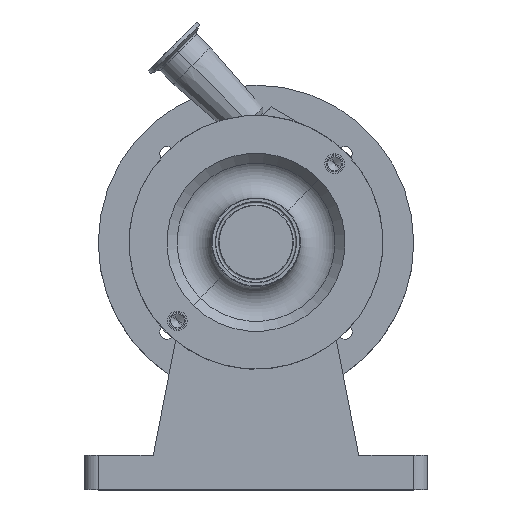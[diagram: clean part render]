
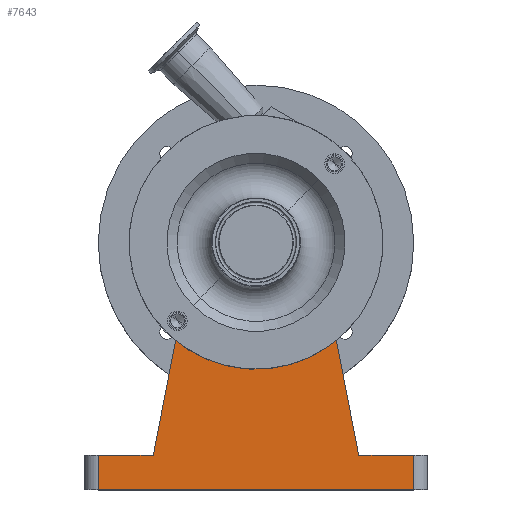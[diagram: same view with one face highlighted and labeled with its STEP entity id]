
A CAD part, top view. The second image highlights one B-rep face of the part: STEP entity #7643.
In plain terms, the highlighted planar face has unit normal (0, 0, 1).
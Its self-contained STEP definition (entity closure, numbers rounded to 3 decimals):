
#297 = DIRECTION ( 'NONE',  ( 0., 1., 0. ) ) ;
#298 = VECTOR ( 'NONE', #297, 1000. ) ;
#306 = CARTESIAN_POINT ( 'NONE',  ( 115., -155., 125. ) ) ;
#314 = CARTESIAN_POINT ( 'NONE',  ( 115., -155., 125. ) ) ;
#315 = CARTESIAN_POINT ( 'NONE',  ( 115., -180., 125. ) ) ;
#317 = LINE ( 'NONE', #306, #298 ) ;
#358 = CARTESIAN_POINT ( 'NONE',  ( -115., -155., 125. ) ) ;
#359 = LINE ( 'NONE', #358, #411 ) ;
#384 = CARTESIAN_POINT ( 'NONE',  ( -115., -155., 125. ) ) ;
#410 = DIRECTION ( 'NONE',  ( 0., -1., 0. ) ) ;
#411 = VECTOR ( 'NONE', #410, 1000. ) ;
#421 = DIRECTION ( 'NONE',  ( 1., 0., 0. ) ) ;
#422 = VECTOR ( 'NONE', #421, 1000. ) ;
#430 = CARTESIAN_POINT ( 'NONE',  ( 125., -180., 125. ) ) ;
#431 = LINE ( 'NONE', #430, #422 ) ;
#435 = CARTESIAN_POINT ( 'NONE',  ( -115., -180., 125. ) ) ;
#3474 = CARTESIAN_POINT ( 'NONE',  ( -74.91, -155., 125. ) ) ;
#3660 = LINE ( 'NONE', #3663, #3727 ) ;
#3663 = CARTESIAN_POINT ( 'NONE',  ( 125., -155., 125. ) ) ;
#3667 = DIRECTION ( 'NONE',  ( -0.191, 0.982, 0. ) ) ;
#3668 = VECTOR ( 'NONE', #3667, 1000. ) ;
#3671 = DIRECTION ( 'NONE',  ( 1., 0., 0. ) ) ;
#3672 = VECTOR ( 'NONE', #3671, 1000. ) ;
#3674 = DIRECTION ( 'NONE',  ( 1., 0., 0. ) ) ;
#3675 = CARTESIAN_POINT ( 'NONE',  ( 125., -155., 125. ) ) ;
#3680 = CARTESIAN_POINT ( 'NONE',  ( 74.91, -155., 125. ) ) ;
#3682 = CARTESIAN_POINT ( 'NONE',  ( 74.91, -155., 125. ) ) ;
#3683 = LINE ( 'NONE', #3682, #3668 ) ;
#3685 = LINE ( 'NONE', #3675, #3672 ) ;
#3704 = DIRECTION ( 'NONE',  ( -1., 0., 0. ) ) ;
#3705 = DIRECTION ( 'NONE',  ( 0., 0., -1. ) ) ;
#3712 = PLANE ( 'NONE',  #3714 ) ;
#3714 = AXIS2_PLACEMENT_3D ( 'NONE', #3722, #3705, #3704 ) ;
#3722 = CARTESIAN_POINT ( 'NONE',  ( 125., -155., 125. ) ) ;
#3725 = FACE_OUTER_BOUND ( 'NONE', #7644, .T. ) ;
#3727 = VECTOR ( 'NONE', #3674, 1000. ) ;
#3801 = DIRECTION ( 'NONE',  ( -0.191, -0.982, 0. ) ) ;
#3803 = VECTOR ( 'NONE', #3801, 1000. ) ;
#3804 = CARTESIAN_POINT ( 'NONE',  ( -47.697, -15., 125. ) ) ;
#3805 = LINE ( 'NONE', #3804, #3803 ) ;
#5297 = CARTESIAN_POINT ( 'NONE',  ( 47.697, -15., 125. ) ) ;
#5317 = CARTESIAN_POINT ( 'NONE',  ( -47.697, -15., 125. ) ) ;
#5334 = DIRECTION ( 'NONE',  ( 1., 0., 0. ) ) ;
#5335 = DIRECTION ( 'NONE',  ( 0., 0., -1. ) ) ;
#5336 = AXIS2_PLACEMENT_3D ( 'NONE', #5347, #5335, #5334 ) ;
#5339 = CIRCLE ( 'NONE', #5336, 50. ) ;
#5347 = CARTESIAN_POINT ( 'NONE',  ( 0., 0., 125. ) ) ;
#5750 = VERTEX_POINT ( 'NONE', #315 ) ;
#5751 = VERTEX_POINT ( 'NONE', #314 ) ;
#5758 = EDGE_CURVE ( 'NONE', #5750, #5751, #317, .T. ) ;
#5821 = EDGE_CURVE ( 'NONE', #5864, #5857, #359, .T. ) ;
#5857 = VERTEX_POINT ( 'NONE', #435 ) ;
#5864 = VERTEX_POINT ( 'NONE', #384 ) ;
#5865 = EDGE_CURVE ( 'NONE', #5857, #5750, #431, .T. ) ;
#7487 = VERTEX_POINT ( 'NONE', #3474 ) ;
#7610 = EDGE_CURVE ( 'NONE', #7620, #5751, #3685, .T. ) ;
#7618 = ORIENTED_EDGE ( 'NONE', *, *, #5758, .T. ) ;
#7619 = ORIENTED_EDGE ( 'NONE', *, *, #7610, .F. ) ;
#7620 = VERTEX_POINT ( 'NONE', #3680 ) ;
#7621 = EDGE_CURVE ( 'NONE', #7620, #8381, #3683, .T. ) ;
#7630 = EDGE_CURVE ( 'NONE', #5864, #7487, #3660, .T. ) ;
#7634 = ORIENTED_EDGE ( 'NONE', *, *, #7630, .F. ) ;
#7637 = ORIENTED_EDGE ( 'NONE', *, *, #5821, .T. ) ;
#7643 = ADVANCED_FACE ( 'NONE', ( #3725 ), #3712, .F. ) ;
#7644 = EDGE_LOOP ( 'NONE', ( #7634, #7637, #7660, #7618, #7619, #7716, #7699, #7709 ) ) ;
#7660 = ORIENTED_EDGE ( 'NONE', *, *, #5865, .T. ) ;
#7699 = ORIENTED_EDGE ( 'NONE', *, *, #8387, .T. ) ;
#7709 = ORIENTED_EDGE ( 'NONE', *, *, #7721, .T. ) ;
#7716 = ORIENTED_EDGE ( 'NONE', *, *, #7621, .T. ) ;
#7721 = EDGE_CURVE ( 'NONE', #8362, #7487, #3805, .T. ) ;
#8362 = VERTEX_POINT ( 'NONE', #5317 ) ;
#8381 = VERTEX_POINT ( 'NONE', #5297 ) ;
#8387 = EDGE_CURVE ( 'NONE', #8381, #8362, #5339, .T. ) ;
